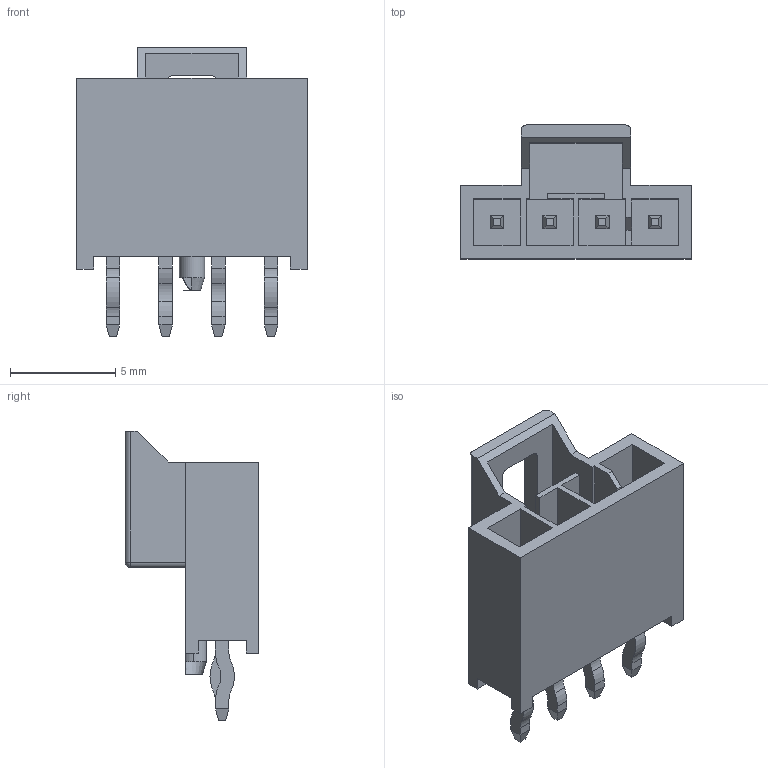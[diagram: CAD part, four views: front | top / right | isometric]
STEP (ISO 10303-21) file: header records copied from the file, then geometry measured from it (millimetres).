
FILE_DESCRIPTION(('STEP AP242'),'1');
FILE_NAME('1053091104.stp','2024-12-23T10:47:03',('TraceParts'),('TraceParts S.A.'),'Spatial InterOp 3D',' ',' ');
FILE_SCHEMA(('AP242_MANAGED_MODEL_BASED_3D_ENGINEERING_MIM_LF {1 0 10303 442 1 1 4}'));
Length unit declared in the file: millimetre
Products named in the file (1): 1053091104_1
Bounding box: 10.94 x 6.34 x 13.71 mm (x, y, z)
Volume: 241 mm3; surface area: 733.2 mm2
Topology: 1 solids, 1 shells, 177 faces, 475 edges, 315 vertices
Faces by surface type: plane 138, cylinder 35, cone 2, sphere 2
Entity records: 5468 total; most frequent: CARTESIAN_POINT 971, ORIENTED_EDGE 926, DIRECTION 912, EDGE_CURVE 463, LINE 388, VECTOR 388, VERTEX_POINT 295, AXIS2_PLACEMENT_3D 262
